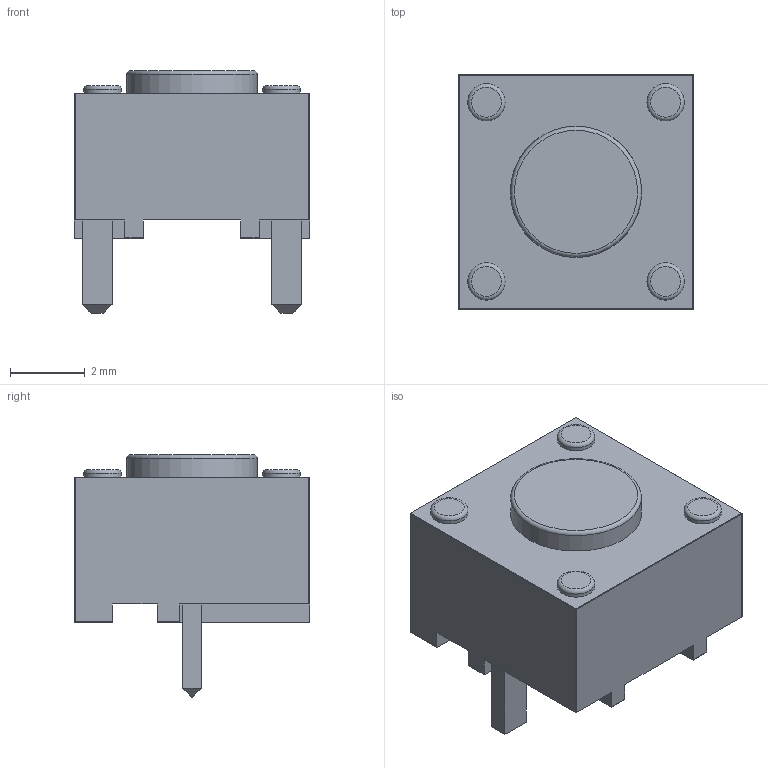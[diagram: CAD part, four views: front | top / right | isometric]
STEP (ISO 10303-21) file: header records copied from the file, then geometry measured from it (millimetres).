
FILE_DESCRIPTION(('FreeCAD Model'),'2;1');
FILE_NAME('Open CASCADE Shape Model','2021-10-17T09:59:32',('Author'),( ''),'Open CASCADE STEP processor 7.5','FreeCAD','Unknown');
FILE_SCHEMA(('AUTOMOTIVE_DESIGN { 1 0 10303 214 1 1 1 1 }'));
Length unit declared in the file: millimetre
Products named in the file (1): Button black standard
Bounding box: 6.3 x 6.3 x 6.5 mm (x, y, z)
Volume: 147.9 mm3; surface area: 213.4 mm2
Topology: 1 solids, 1 shells, 81 faces, 188 edges, 111 vertices
Faces by surface type: plane 48, cylinder 22, sphere 6, torus 5
Full cylindrical faces by diameter (mm): 1 x4, 3.5 x1, 3.52 x1
Entity records: 4779 total; most frequent: CARTESIAN_POINT 860, DIRECTION 698, LINE 411, VECTOR 411, ORIENTED_EDGE 364, PCURVE 364, DEFINITIONAL_REPRESENTATION 364, EDGE_CURVE 182
